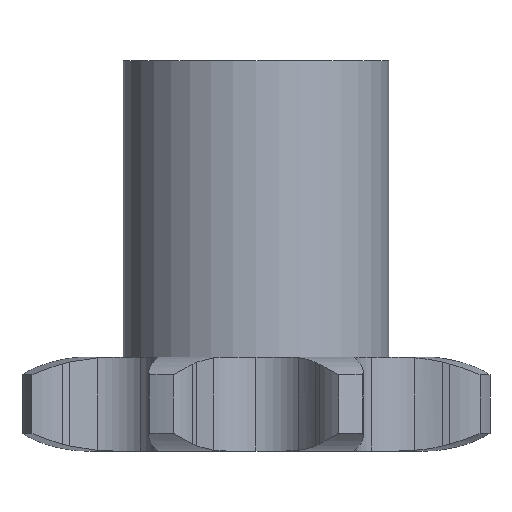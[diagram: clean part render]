
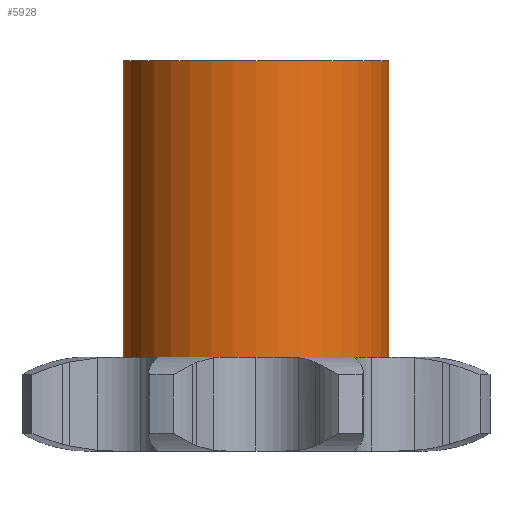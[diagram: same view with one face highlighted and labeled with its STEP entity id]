
A CAD part, front view. The second image highlights one B-rep face of the part: STEP entity #5928.
In plain terms, the highlighted cylindrical face has radius 7.5 mm (diameter 15 mm), a full revolution.
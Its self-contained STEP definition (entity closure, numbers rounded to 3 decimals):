
#454 = PLANE('',#455);
#455 = AXIS2_PLACEMENT_3D('',#456,#457,#458);
#456 = CARTESIAN_POINT('',(0.,0.,5.3));
#457 = DIRECTION('',(-0.,-0.,-1.));
#458 = DIRECTION('',(-1.,0.,0.));
#1714 = EDGE_CURVE('',#1715,#1715,#1717,.T.);
#1715 = VERTEX_POINT('',#1716);
#1716 = CARTESIAN_POINT('',(7.5,0.,5.3));
#1717 = SURFACE_CURVE('',#1718,(#1723,#1730),.PCURVE_S1.);
#1718 = CIRCLE('',#1719,7.5);
#1719 = AXIS2_PLACEMENT_3D('',#1720,#1721,#1722);
#1720 = CARTESIAN_POINT('',(0.,0.,5.3));
#1721 = DIRECTION('',(0.,0.,-1.));
#1722 = DIRECTION('',(1.,0.,0.));
#1723 = PCURVE('',#454,#1724);
#1724 = DEFINITIONAL_REPRESENTATION('',(#1725),#1729);
#1725 = CIRCLE('',#1726,7.5);
#1726 = AXIS2_PLACEMENT_2D('',#1727,#1728);
#1727 = CARTESIAN_POINT('',(0.,0.));
#1728 = DIRECTION('',(-1.,0.));
#1729 = ( GEOMETRIC_REPRESENTATION_CONTEXT(2) 
PARAMETRIC_REPRESENTATION_CONTEXT() REPRESENTATION_CONTEXT('2D SPACE',''
  ) );
#1730 = PCURVE('',#1731,#1736);
#1731 = CYLINDRICAL_SURFACE('',#1732,7.5);
#1732 = AXIS2_PLACEMENT_3D('',#1733,#1734,#1735);
#1733 = CARTESIAN_POINT('',(0.,0.,0.));
#1734 = DIRECTION('',(-0.,-0.,-1.));
#1735 = DIRECTION('',(1.,0.,0.));
#1736 = DEFINITIONAL_REPRESENTATION('',(#1737),#1741);
#1737 = LINE('',#1738,#1739);
#1738 = CARTESIAN_POINT('',(-6.283,-5.3));
#1739 = VECTOR('',#1740,1.);
#1740 = DIRECTION('',(1.,-0.));
#1741 = ( GEOMETRIC_REPRESENTATION_CONTEXT(2) 
PARAMETRIC_REPRESENTATION_CONTEXT() REPRESENTATION_CONTEXT('2D SPACE',''
  ) );
#5928 = ADVANCED_FACE('',(#5929),#1731,.T.);
#5929 = FACE_BOUND('',#5930,.F.);
#5930 = EDGE_LOOP('',(#5931,#5932,#5955,#5982));
#5931 = ORIENTED_EDGE('',*,*,#1714,.T.);
#5932 = ORIENTED_EDGE('',*,*,#5933,.T.);
#5933 = EDGE_CURVE('',#1715,#5934,#5936,.T.);
#5934 = VERTEX_POINT('',#5935);
#5935 = CARTESIAN_POINT('',(7.5,0.,22.));
#5936 = SEAM_CURVE('',#5937,(#5941,#5948),.PCURVE_S1.);
#5937 = LINE('',#5938,#5939);
#5938 = CARTESIAN_POINT('',(7.5,0.,0.));
#5939 = VECTOR('',#5940,1.);
#5940 = DIRECTION('',(0.,0.,1.));
#5941 = PCURVE('',#1731,#5942);
#5942 = DEFINITIONAL_REPRESENTATION('',(#5943),#5947);
#5943 = LINE('',#5944,#5945);
#5944 = CARTESIAN_POINT('',(-6.283,0.));
#5945 = VECTOR('',#5946,1.);
#5946 = DIRECTION('',(-0.,-1.));
#5947 = ( GEOMETRIC_REPRESENTATION_CONTEXT(2) 
PARAMETRIC_REPRESENTATION_CONTEXT() REPRESENTATION_CONTEXT('2D SPACE',''
  ) );
#5948 = PCURVE('',#1731,#5949);
#5949 = DEFINITIONAL_REPRESENTATION('',(#5950),#5954);
#5950 = LINE('',#5951,#5952);
#5951 = CARTESIAN_POINT('',(-0.,0.));
#5952 = VECTOR('',#5953,1.);
#5953 = DIRECTION('',(-0.,-1.));
#5954 = ( GEOMETRIC_REPRESENTATION_CONTEXT(2) 
PARAMETRIC_REPRESENTATION_CONTEXT() REPRESENTATION_CONTEXT('2D SPACE',''
  ) );
#5955 = ORIENTED_EDGE('',*,*,#5956,.T.);
#5956 = EDGE_CURVE('',#5934,#5934,#5957,.T.);
#5957 = SURFACE_CURVE('',#5958,(#5963,#5970),.PCURVE_S1.);
#5958 = CIRCLE('',#5959,7.5);
#5959 = AXIS2_PLACEMENT_3D('',#5960,#5961,#5962);
#5960 = CARTESIAN_POINT('',(0.,0.,22.));
#5961 = DIRECTION('',(0.,0.,1.));
#5962 = DIRECTION('',(1.,0.,0.));
#5963 = PCURVE('',#1731,#5964);
#5964 = DEFINITIONAL_REPRESENTATION('',(#5965),#5969);
#5965 = LINE('',#5966,#5967);
#5966 = CARTESIAN_POINT('',(-0.,-22.));
#5967 = VECTOR('',#5968,1.);
#5968 = DIRECTION('',(-1.,0.));
#5969 = ( GEOMETRIC_REPRESENTATION_CONTEXT(2) 
PARAMETRIC_REPRESENTATION_CONTEXT() REPRESENTATION_CONTEXT('2D SPACE',''
  ) );
#5970 = PCURVE('',#5971,#5976);
#5971 = PLANE('',#5972);
#5972 = AXIS2_PLACEMENT_3D('',#5973,#5974,#5975);
#5973 = CARTESIAN_POINT('',(0.,0.,22.)
  );
#5974 = DIRECTION('',(0.,0.,1.));
#5975 = DIRECTION('',(1.,0.,0.));
#5976 = DEFINITIONAL_REPRESENTATION('',(#5977),#5981);
#5977 = CIRCLE('',#5978,7.5);
#5978 = AXIS2_PLACEMENT_2D('',#5979,#5980);
#5979 = CARTESIAN_POINT('',(0.,0.));
#5980 = DIRECTION('',(1.,0.));
#5981 = ( GEOMETRIC_REPRESENTATION_CONTEXT(2) 
PARAMETRIC_REPRESENTATION_CONTEXT() REPRESENTATION_CONTEXT('2D SPACE',''
  ) );
#5982 = ORIENTED_EDGE('',*,*,#5933,.F.);
